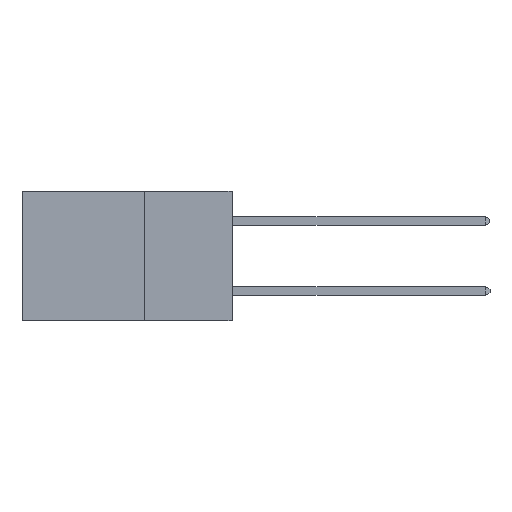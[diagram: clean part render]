
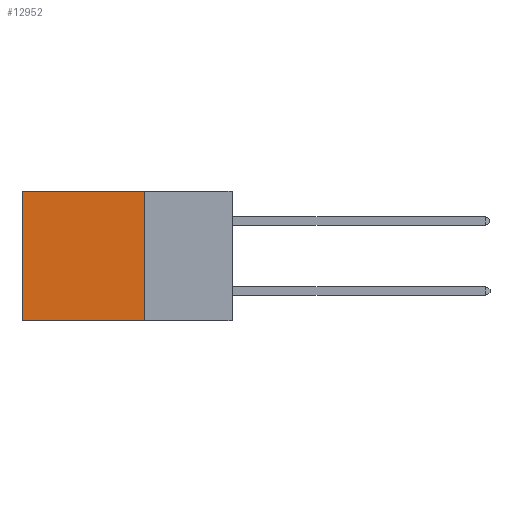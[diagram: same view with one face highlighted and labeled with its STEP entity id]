
A CAD part, left-side view. The second image highlights one B-rep face of the part: STEP entity #12952.
In plain terms, the highlighted planar face has unit normal (-1, 0, 0).
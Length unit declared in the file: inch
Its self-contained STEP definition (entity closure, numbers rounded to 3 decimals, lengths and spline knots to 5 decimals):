
#50 = PLANE ( 'NONE',  #16364 ) ;
#806 = VECTOR ( 'NONE', #6717, 39.37008 ) ;
#814 = ORIENTED_EDGE ( 'NONE', *, *, #12969, .F. ) ;
#1649 = DIRECTION ( 'NONE',  ( 1., 0., 0. ) ) ;
#2742 = ORIENTED_EDGE ( 'NONE', *, *, #5867, .F. ) ;
#2898 = EDGE_CURVE ( 'NONE', #4135, #19122, #4300, .T. ) ;
#4135 = VERTEX_POINT ( 'NONE', #14475 ) ;
#4300 = LINE ( 'NONE', #8793, #11685 ) ;
#5659 = ORIENTED_EDGE ( 'NONE', *, *, #6021, .T. ) ;
#5867 = EDGE_CURVE ( 'NONE', #6941, #19122, #13203, .T. ) ;
#6021 = EDGE_CURVE ( 'NONE', #6386, #4135, #17339, .T. ) ;
#6386 = VERTEX_POINT ( 'NONE', #9391 ) ;
#6717 = DIRECTION ( 'NONE',  ( 0., 1., 0. ) ) ;
#6941 = VERTEX_POINT ( 'NONE', #13765 ) ;
#7077 = DIRECTION ( 'NONE',  ( 0., 1., 0. ) ) ;
#7723 = DIRECTION ( 'NONE',  ( 0., 0., -1. ) ) ;
#8221 = LINE ( 'NONE', #16539, #16024 ) ;
#8793 = CARTESIAN_POINT ( 'NONE',  ( 0.2875, 0.6, 0. ) ) ;
#9391 = CARTESIAN_POINT ( 'NONE',  ( 0.2875, 0.25, 0. ) ) ;
#9495 = CARTESIAN_POINT ( 'NONE',  ( 0.2875, 0.6, -0.37 ) ) ;
#10619 = CARTESIAN_POINT ( 'NONE',  ( 0.2875, 0.25, 0. ) ) ;
#10713 = EDGE_LOOP ( 'NONE', ( #15024, #2742, #814, #5659 ) ) ;
#11685 = VECTOR ( 'NONE', #14644, 39.37008 ) ;
#12074 = DIRECTION ( 'NONE',  ( 0., 0., -1. ) ) ;
#12520 = CARTESIAN_POINT ( 'NONE',  ( 0.2875, 0.25, -0.37 ) ) ;
#12542 = FACE_OUTER_BOUND ( 'NONE', #10713, .T. ) ;
#12881 = CARTESIAN_POINT ( 'NONE',  ( 0.2875, 0.25, 0. ) ) ;
#12952 = ADVANCED_FACE ( 'NONE', ( #12542 ), #50, .F. ) ;
#12969 = EDGE_CURVE ( 'NONE', #6386, #6941, #8221, .T. ) ;
#13203 = LINE ( 'NONE', #12520, #806 ) ;
#13420 = VECTOR ( 'NONE', #7077, 39.37008 ) ;
#13765 = CARTESIAN_POINT ( 'NONE',  ( 0.2875, 0.25, -0.37 ) ) ;
#14475 = CARTESIAN_POINT ( 'NONE',  ( 0.2875, 0.6, 0. ) ) ;
#14644 = DIRECTION ( 'NONE',  ( 0., 0., -1. ) ) ;
#15024 = ORIENTED_EDGE ( 'NONE', *, *, #2898, .T. ) ;
#16024 = VECTOR ( 'NONE', #7723, 39.37008 ) ;
#16364 = AXIS2_PLACEMENT_3D ( 'NONE', #10619, #1649, #12074 ) ;
#16539 = CARTESIAN_POINT ( 'NONE',  ( 0.2875, 0.25, 0. ) ) ;
#17339 = LINE ( 'NONE', #12881, #13420 ) ;
#19122 = VERTEX_POINT ( 'NONE', #9495 ) ;
